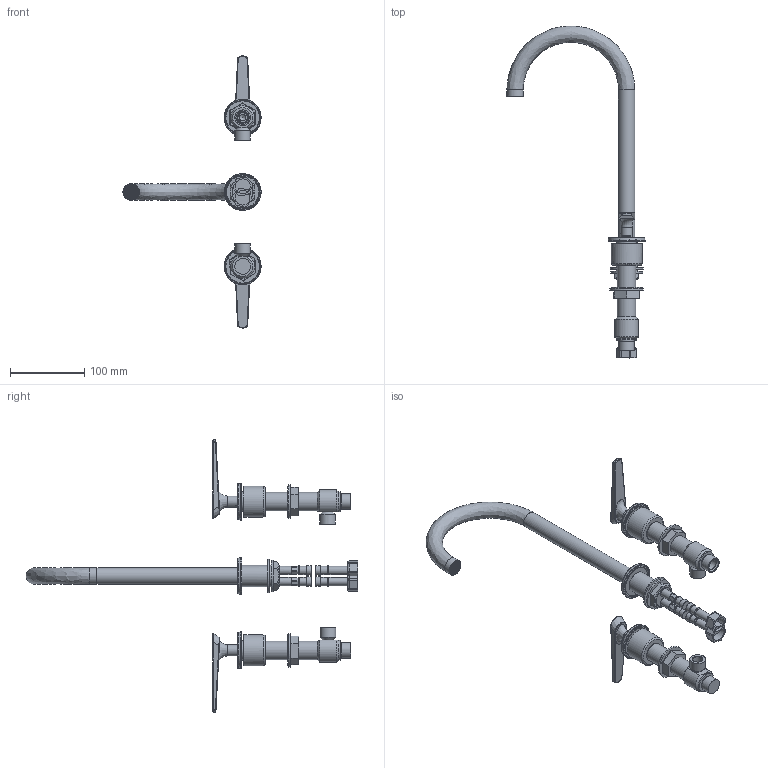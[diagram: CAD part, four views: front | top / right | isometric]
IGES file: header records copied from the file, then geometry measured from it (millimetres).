
Global section: file name: FORMET20K16-COL; native system: Autodesk Inventor 2020; preprocessor: unknown; author: camerond; date: 20221130.103407; units: millimetre
Bounding box: 185.75 x 446.51 x 365.99 mm (x, y, z)
Volume: 388298 mm3; surface area: 207824.5 mm2
Topology: 49 solids, 49 shells, 3900 faces, 10557 edges, 6863 vertices
Faces by surface type: bspline 3900
